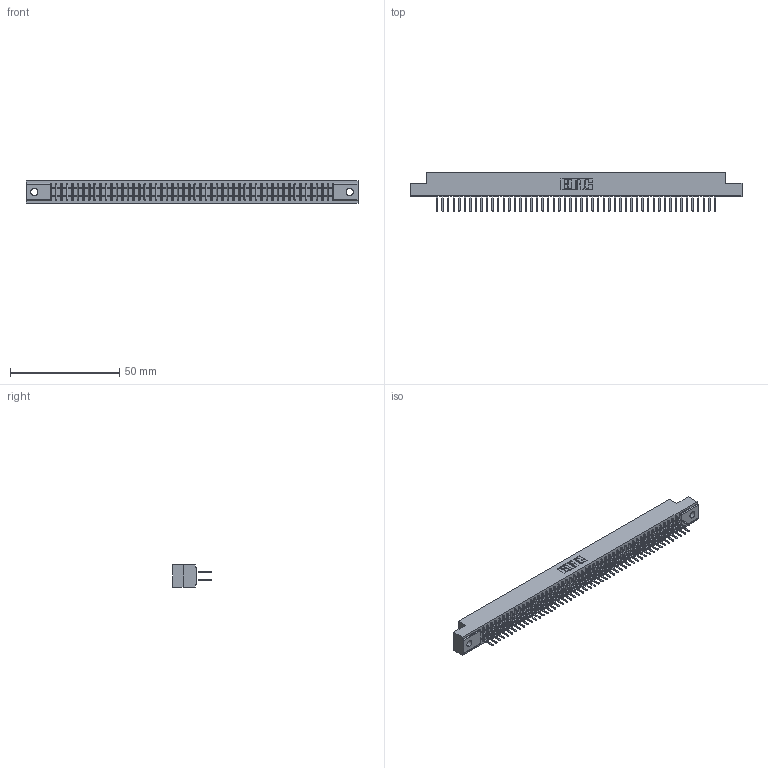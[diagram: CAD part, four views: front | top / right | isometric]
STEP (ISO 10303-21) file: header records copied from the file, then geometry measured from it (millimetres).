
FILE_DESCRIPTION (( 'STEP AP203' ), '1' );
FILE_NAME ('341-102-521-202.STEP', '2018-08-08T11:07:17', ( '' ), ( '' ), 'SwSTEP 2.0', 'SolidWorks 2016', '' );
FILE_SCHEMA (( 'CONFIG_CONTROL_DESIGN' ));
Length unit declared in the file: inch
Products named in the file (3): 341-292-001_341-292-121; 341-102-521-202; 341 Part_.128 (3.25) Dia Mounting Holes
Assembly tree (103 placements, depth 2):
  341-102-521-202
    341 Part_.128 (3.25) Dia Mounting Holes
    341-292-001_341-292-121  x102
Bounding box: 151.76 x 17.7 x 10.16 mm (x, y, z)
Volume: 11252.2 mm3; surface area: 20456.6 mm2
Topology: 103 solids, 103 shells, 6848 faces, 19849 edges, 12854 vertices
Faces by surface type: plane 4148, cylinder 2496, sphere 104, torus 100
Entity records: 60524 total; most frequent: CARTESIAN_POINT 10061, ORIENTED_EDGE 9998, DIRECTION 9757, EDGE_CURVE 4999, VECTOR 4049, LINE 4049, VERTEX_POINT 3158, AXIS2_PLACEMENT_3D 2854
